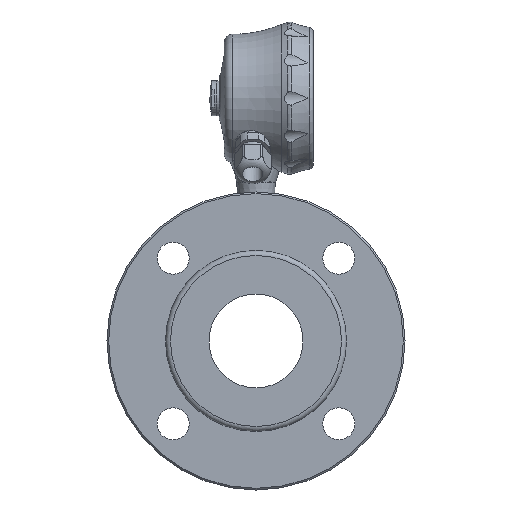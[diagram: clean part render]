
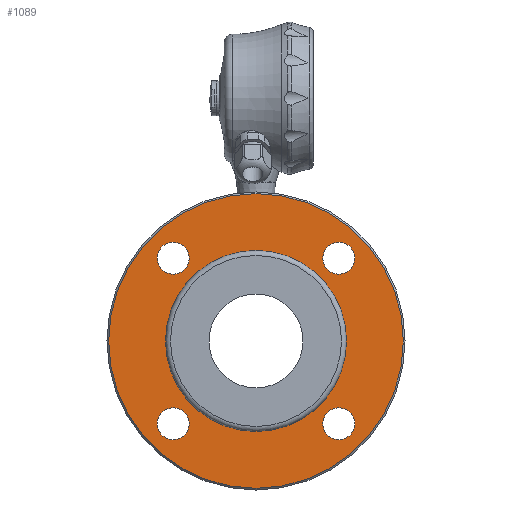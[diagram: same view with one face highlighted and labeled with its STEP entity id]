
A CAD part, front view. The second image highlights one B-rep face of the part: STEP entity #1089.
In plain terms, the highlighted planar face has unit normal (0, -1, 0).
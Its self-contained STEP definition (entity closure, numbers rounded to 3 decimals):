
#1089 = ADVANCED_FACE( '', ( #2463, #2464, #2465, #2466, #2467, #2468 ), #2469, .T. );
#2463 = FACE_OUTER_BOUND( '', #4372, .T. );
#2464 = FACE_BOUND( '', #4373, .T. );
#2465 = FACE_BOUND( '', #4374, .T. );
#2466 = FACE_BOUND( '', #4375, .T. );
#2467 = FACE_BOUND( '', #4376, .T. );
#2468 = FACE_BOUND( '', #4377, .T. );
#2469 = PLANE( '', #4378 );
#4372 = EDGE_LOOP( '', ( #8076 ) );
#4373 = EDGE_LOOP( '', ( #8077 ) );
#4374 = EDGE_LOOP( '', ( #8078 ) );
#4375 = EDGE_LOOP( '', ( #8079 ) );
#4376 = EDGE_LOOP( '', ( #8080 ) );
#4377 = EDGE_LOOP( '', ( #8081 ) );
#4378 = AXIS2_PLACEMENT_3D( '', #8082, #8083, #8084 );
#8076 = ORIENTED_EDGE( '', *, *, #11345, .T. );
#8077 = ORIENTED_EDGE( '', *, *, #10499, .F. );
#8078 = ORIENTED_EDGE( '', *, *, #11237, .F. );
#8079 = ORIENTED_EDGE( '', *, *, #11346, .F. );
#8080 = ORIENTED_EDGE( '', *, *, #10184, .F. );
#8081 = ORIENTED_EDGE( '', *, *, #11347, .F. );
#8082 = CARTESIAN_POINT( '', ( 0., -93., 54. ) );
#8083 = DIRECTION( '', ( 0., -1., 0. ) );
#8084 = DIRECTION( '', ( 0., 0., 1. ) );
#10184 = EDGE_CURVE( '', #11996, #11996, #11997, .T. );
#10499 = EDGE_CURVE( '', #12544, #12544, #12545, .T. );
#11237 = EDGE_CURVE( '', #13689, #13689, #13690, .T. );
#11345 = EDGE_CURVE( '', #13838, #13838, #13839, .T. );
#11346 = EDGE_CURVE( '', #13840, #13840, #13841, .T. );
#11347 = EDGE_CURVE( '', #13842, #13842, #13843, .T. );
#11996 = VERTEX_POINT( '', #14738 );
#11997 = CIRCLE( '', #14739, 9.55 );
#12544 = VERTEX_POINT( '', #16207 );
#12545 = CIRCLE( '', #16208, 9.55 );
#13689 = VERTEX_POINT( '', #19502 );
#13690 = CIRCLE( '', #19503, 9.55 );
#13838 = VERTEX_POINT( '', #19910 );
#13839 = CIRCLE( '', #19911, 87.9 );
#13840 = VERTEX_POINT( '', #19912 );
#13841 = CIRCLE( '', #19913, 9.55 );
#13842 = VERTEX_POINT( '', #19914 );
#13843 = CIRCLE( '', #19915, 54. );
#14738 = CARTESIAN_POINT( '', ( 39.841, -93., 49.391 ) );
#14739 = AXIS2_PLACEMENT_3D( '', #21279, #21280, #21281 );
#16207 = CARTESIAN_POINT( '', ( 49.391, -93., -39.841 ) );
#16208 = AXIS2_PLACEMENT_3D( '', #21611, #21612, #21613 );
#19502 = CARTESIAN_POINT( '', ( -39.841, -93., -49.391 ) );
#19503 = AXIS2_PLACEMENT_3D( '', #22477, #22478, #22479 );
#19910 = CARTESIAN_POINT( '', ( 0., -93., 87.9 ) );
#19911 = AXIS2_PLACEMENT_3D( '', #22577, #22578, #22579 );
#19912 = CARTESIAN_POINT( '', ( -49.391, -93., 39.841 ) );
#19913 = AXIS2_PLACEMENT_3D( '', #22580, #22581, #22582 );
#19914 = CARTESIAN_POINT( '', ( 0., -93., 54. ) );
#19915 = AXIS2_PLACEMENT_3D( '', #22583, #22584, #22585 );
#21279 = CARTESIAN_POINT( '', ( 49.391, -93., 49.391 ) );
#21280 = DIRECTION( '', ( 0., -1., 0. ) );
#21281 = DIRECTION( '', ( -1., 0., 0. ) );
#21611 = CARTESIAN_POINT( '', ( 49.391, -93., -49.391 ) );
#21612 = DIRECTION( '', ( 0., -1., 0. ) );
#21613 = DIRECTION( '', ( 0., 0., 1. ) );
#22477 = CARTESIAN_POINT( '', ( -49.391, -93., -49.391 ) );
#22478 = DIRECTION( '', ( 0., -1., 0. ) );
#22479 = DIRECTION( '', ( 1., 0., 0. ) );
#22577 = CARTESIAN_POINT( '', ( 0., -93., 0. ) );
#22578 = DIRECTION( '', ( 0., -1., 0. ) );
#22579 = DIRECTION( '', ( 0., 0., 1. ) );
#22580 = CARTESIAN_POINT( '', ( -49.391, -93., 49.391 ) );
#22581 = DIRECTION( '', ( 0., -1., 0. ) );
#22582 = DIRECTION( '', ( 0., 0., -1. ) );
#22583 = CARTESIAN_POINT( '', ( 0., -93., 0. ) );
#22584 = DIRECTION( '', ( 0., -1., 0. ) );
#22585 = DIRECTION( '', ( 0., 0., 1. ) );
